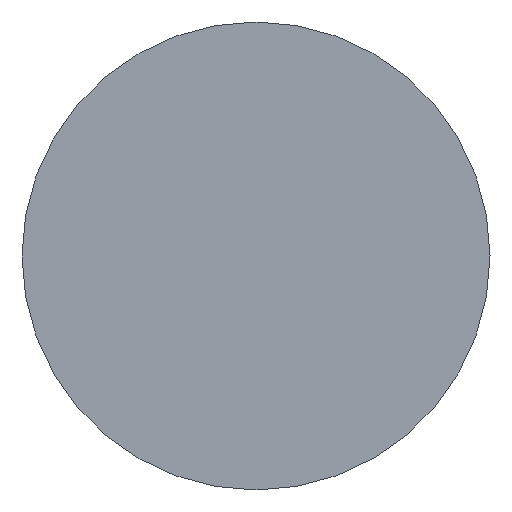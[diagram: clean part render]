
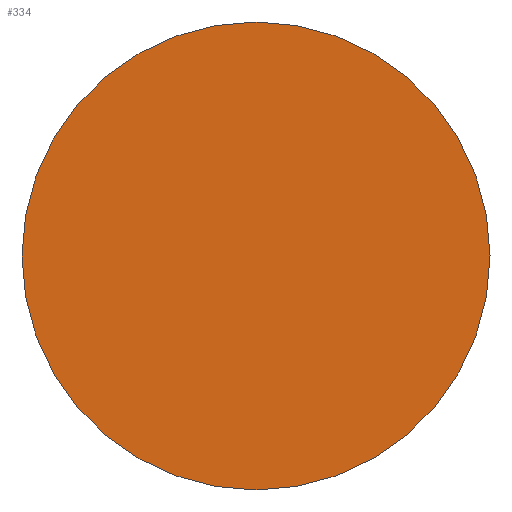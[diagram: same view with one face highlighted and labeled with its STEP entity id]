
A CAD part, front view. The second image highlights one B-rep face of the part: STEP entity #334.
In plain terms, the highlighted planar face has unit normal (0, -1, 0).
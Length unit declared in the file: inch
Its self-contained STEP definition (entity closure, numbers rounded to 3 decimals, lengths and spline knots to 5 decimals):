
#7 = DIRECTION ( 'NONE',  ( 0., 0., -1. ) ) ;
#33 = DIRECTION ( 'NONE',  ( 0., 0., -1. ) ) ;
#51 = CARTESIAN_POINT ( 'NONE',  ( 0., 0., 0.375 ) ) ;
#68 = CIRCLE ( 'NONE', #234, 0.375 ) ;
#110 = EDGE_CURVE ( 'NONE', #211, #322, #123, .T. ) ;
#123 = CIRCLE ( 'NONE', #382, 0.375 ) ;
#126 = CARTESIAN_POINT ( 'NONE',  ( 0., 0., 0. ) ) ;
#150 = CARTESIAN_POINT ( 'NONE',  ( 0., 0., 0. ) ) ;
#156 = PLANE ( 'NONE',  #297 ) ;
#170 = CARTESIAN_POINT ( 'NONE',  ( 0., 0., 0. ) ) ;
#174 = ORIENTED_EDGE ( 'NONE', *, *, #110, .T. ) ;
#182 = ORIENTED_EDGE ( 'NONE', *, *, #436, .T. ) ;
#211 = VERTEX_POINT ( 'NONE', #51 ) ;
#221 = FACE_OUTER_BOUND ( 'NONE', #457, .T. ) ;
#234 = AXIS2_PLACEMENT_3D ( 'NONE', #150, #433, #7 ) ;
#269 = DIRECTION ( 'NONE',  ( 0., -1., 0. ) ) ;
#297 = AXIS2_PLACEMENT_3D ( 'NONE', #170, #360, #395 ) ;
#322 = VERTEX_POINT ( 'NONE', #402 ) ;
#334 = ADVANCED_FACE ( 'NONE', ( #221 ), #156, .T. ) ;
#360 = DIRECTION ( 'NONE',  ( 0., -1., 0. ) ) ;
#382 = AXIS2_PLACEMENT_3D ( 'NONE', #126, #269, #33 ) ;
#395 = DIRECTION ( 'NONE',  ( 0., 0., -1. ) ) ;
#402 = CARTESIAN_POINT ( 'NONE',  ( 0., 0., -0.375 ) ) ;
#433 = DIRECTION ( 'NONE',  ( 0., -1., 0. ) ) ;
#436 = EDGE_CURVE ( 'NONE', #322, #211, #68, .T. ) ;
#457 = EDGE_LOOP ( 'NONE', ( #182, #174 ) ) ;
